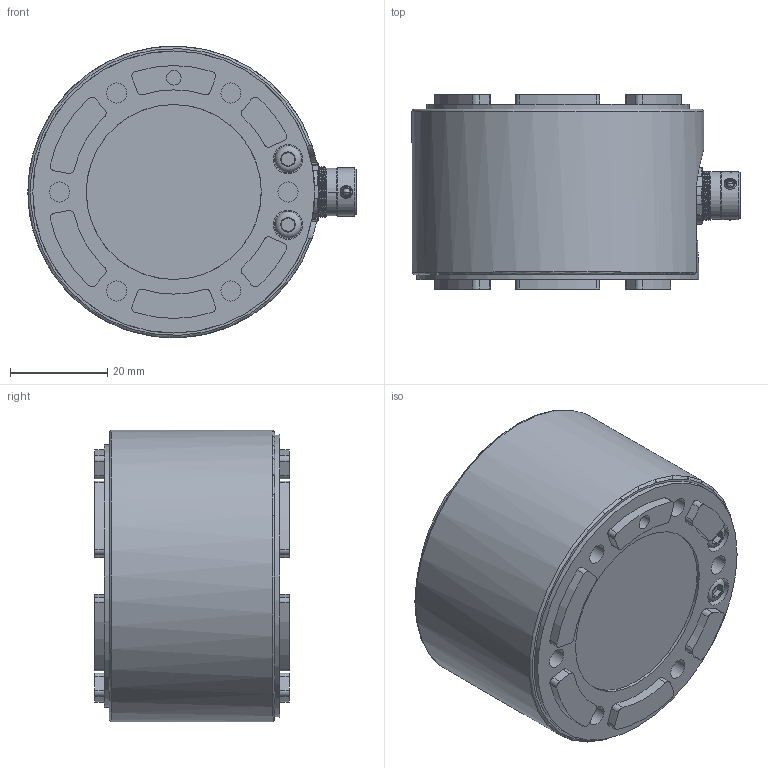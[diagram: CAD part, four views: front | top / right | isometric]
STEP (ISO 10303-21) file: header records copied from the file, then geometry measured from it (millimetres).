
FILE_DESCRIPTION(/* description */ ('Alibre Inc.'),/* implementation_level */ '2;1');
FILE_NAME(/* name */ 'export-9231B62C-E8AC-4888-AFDF-053362449EBE',/* time_stamp */ '2020-08-06T09:27:12+02:00',/* author */ (''),/* organization */ (''),/* preprocessor_version */ 'ST-DEVELOPER v17',/* originating_system */ 'Alibre',/* authorisation */ '');
FILE_SCHEMA (('CONFIG_CONTROL_DESIGN'));
Length unit declared in the file: centimetre
Bounding box: 67.5 x 40 x 60 mm (x, y, z)
Volume: 90576.1 mm3; surface area: 35246.6 mm2
Topology: 23 solids, 23 shells, 5440 faces, 13953 edges, 8949 vertices
Faces by surface type: plane 3294, cylinder 1236, bspline 382, torus 262, cone 206, sphere 60
Full cylindrical faces by diameter (mm): 0.55 x24, 0.75 x24, 0.8 x1, 1.1 x1, 2.459 x2, 3 x5, 3.2 x2, 3.5 x3, 4.134 x12, 5.5 x2, 6 x2, 10.5 x1, 26 x1, 33.6 x1, 34 x1, 36 x2, 54 x1, 57 x1, 58 x1, 60 x1
Entity records: 166964 total; most frequent: CARTESIAN_POINT 60062, ORIENTED_EDGE 23270, DIRECTION 18162, EDGE_CURVE 11635, VERTEX_POINT 7486, VECTOR 7336, LINE 7336, AXIS2_PLACEMENT_3D 6728
